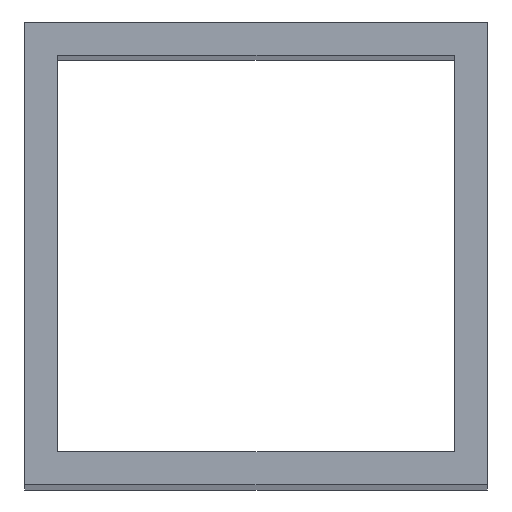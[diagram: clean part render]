
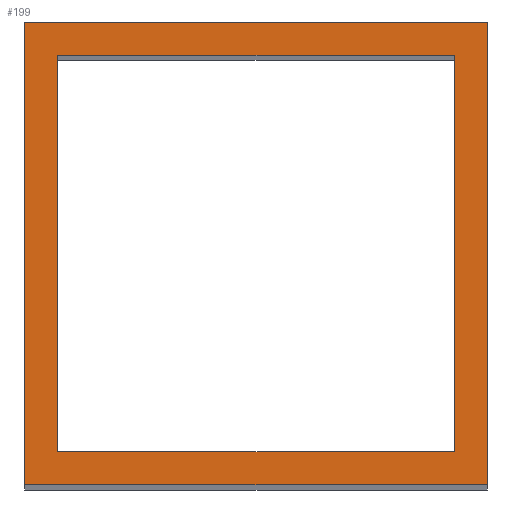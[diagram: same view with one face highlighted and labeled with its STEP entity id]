
A CAD part, top view. The second image highlights one B-rep face of the part: STEP entity #199.
In plain terms, the highlighted planar face has unit normal (0, 0, 1).
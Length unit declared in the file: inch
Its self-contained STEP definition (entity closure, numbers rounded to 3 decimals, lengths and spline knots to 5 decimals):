
#15=FACE_BOUND('',#32,.T.);
#20=FACE_OUTER_BOUND('',#31,.T.);
#31=EDGE_LOOP('',(#146,#147,#148,#149));
#32=EDGE_LOOP('',(#150,#151,#152,#153));
#40=LINE('',#289,#64);
#44=LINE('',#296,#68);
#52=LINE('',#312,#76);
#53=LINE('',#314,#77);
#54=LINE('',#317,#78);
#55=LINE('',#319,#79);
#56=LINE('',#321,#80);
#57=LINE('',#322,#81);
#64=VECTOR('',#241,39.37008);
#68=VECTOR('',#247,39.37008);
#76=VECTOR('',#259,39.37008);
#77=VECTOR('',#262,39.37008);
#78=VECTOR('',#263,39.37008);
#79=VECTOR('',#264,39.37008);
#80=VECTOR('',#265,39.37008);
#81=VECTOR('',#266,39.37008);
#88=VERTEX_POINT('',#286);
#89=VERTEX_POINT('',#288);
#91=VERTEX_POINT('',#294);
#97=VERTEX_POINT('',#310);
#98=VERTEX_POINT('',#315);
#99=VERTEX_POINT('',#316);
#100=VERTEX_POINT('',#318);
#101=VERTEX_POINT('',#320);
#104=EDGE_CURVE('',#88,#89,#40,.T.);
#108=EDGE_CURVE('',#88,#91,#44,.T.);
#116=EDGE_CURVE('',#97,#89,#52,.T.);
#117=EDGE_CURVE('',#97,#91,#53,.T.);
#118=EDGE_CURVE('',#98,#99,#54,.T.);
#119=EDGE_CURVE('',#100,#98,#55,.T.);
#120=EDGE_CURVE('',#101,#100,#56,.T.);
#121=EDGE_CURVE('',#99,#101,#57,.T.);
#146=ORIENTED_EDGE('',*,*,#108,.T.);
#147=ORIENTED_EDGE('',*,*,#117,.F.);
#148=ORIENTED_EDGE('',*,*,#116,.T.);
#149=ORIENTED_EDGE('',*,*,#104,.F.);
#150=ORIENTED_EDGE('',*,*,#118,.F.);
#151=ORIENTED_EDGE('',*,*,#119,.F.);
#152=ORIENTED_EDGE('',*,*,#120,.F.);
#153=ORIENTED_EDGE('',*,*,#121,.F.);
#178=PLANE('',#229);
#199=ADVANCED_FACE('',(#20,#15),#178,.F.);
#229=AXIS2_PLACEMENT_3D('',#313,#260,#261);
#241=DIRECTION('',(-1.,0.,0.));
#247=DIRECTION('',(0.,1.,0.));
#259=DIRECTION('',(0.,-1.,0.));
#260=DIRECTION('center_axis',(0.,0.,
-1.));
#261=DIRECTION('ref_axis',(-1.,0.,0.));
#262=DIRECTION('',(1.,0.,0.));
#263=DIRECTION('',(0.,1.,0.));
#264=DIRECTION('',(1.,0.,0.));
#265=DIRECTION('',(0.,-1.,0.));
#266=DIRECTION('',(-1.,0.,0.));
#286=CARTESIAN_POINT('',(-20.5,11.375,0.));
#288=CARTESIAN_POINT('',(-22.25,11.375,0.));
#289=CARTESIAN_POINT('',(-21.11237,11.375,0.));
#294=CARTESIAN_POINT('',(-20.5,13.125,0.));
#296=CARTESIAN_POINT('',(-20.5,12.41817,0.));
#310=CARTESIAN_POINT('',(-22.25,13.125,0.));
#312=CARTESIAN_POINT('',(-22.25,1.79615,0.));
#313=CARTESIAN_POINT('Origin',(-0.875,6.125,0.));
#314=CARTESIAN_POINT('',(-0.875,13.125,0.));
#315=CARTESIAN_POINT('',(-20.625,11.5,0.));
#316=CARTESIAN_POINT('',(-20.625,13.,0.));
#317=CARTESIAN_POINT('',(-20.625,6.125,0.));
#318=CARTESIAN_POINT('',(-22.125,11.5,0.));
#319=CARTESIAN_POINT('',(-0.875,11.5,0.));
#320=CARTESIAN_POINT('',(-22.125,13.,0.));
#321=CARTESIAN_POINT('',(-22.125,6.125,0.));
#322=CARTESIAN_POINT('',(-0.875,13.,0.));
